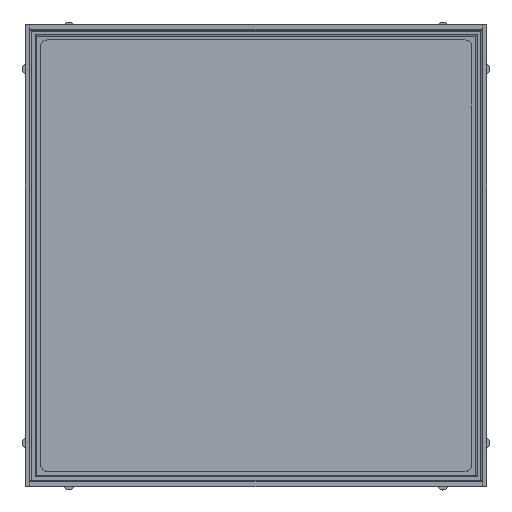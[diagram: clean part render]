
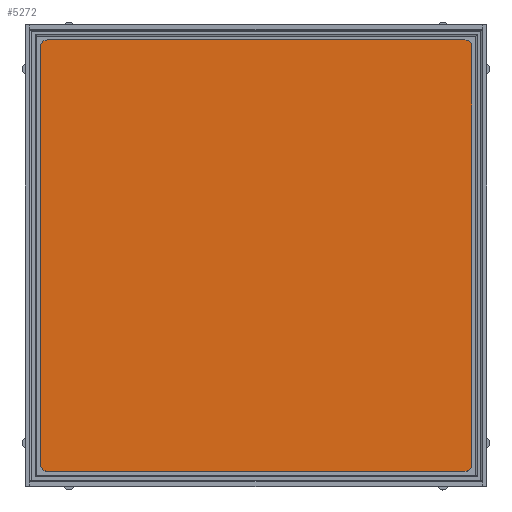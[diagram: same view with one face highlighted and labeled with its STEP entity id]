
A CAD part, top view. The second image highlights one B-rep face of the part: STEP entity #5272.
In plain terms, the highlighted planar face has unit normal (0, 0, 1).
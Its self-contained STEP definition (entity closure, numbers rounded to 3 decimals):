
#5106=CARTESIAN_POINT('',(90.,-90.,3.));
#5107=DIRECTION('',(0.,0.,1.));
#5108=DIRECTION('',(0.,-1.,0.));
#5109=AXIS2_PLACEMENT_3D('',#5106,#5107,#5108);
#5111=CARTESIAN_POINT('',(-90.,-90.,3.));
#5112=DIRECTION('',(0.,0.,1.));
#5113=DIRECTION('',(-1.,0.,0.));
#5114=AXIS2_PLACEMENT_3D('',#5111,#5112,#5113);
#5116=CARTESIAN_POINT('',(-90.,90.,3.));
#5117=DIRECTION('',(0.,0.,1.));
#5118=DIRECTION('',(0.,1.,0.));
#5119=AXIS2_PLACEMENT_3D('',#5116,#5117,#5118);
#5121=CARTESIAN_POINT('',(90.,90.,3.));
#5122=DIRECTION('',(0.,0.,1.));
#5123=DIRECTION('',(1.,0.,0.));
#5124=AXIS2_PLACEMENT_3D('',#5121,#5122,#5123);
#5126=DIRECTION('',(0.,-1.,0.));
#5127=VECTOR('',#5126,180.);
#5128=CARTESIAN_POINT('',(93.,90.,3.));
#5129=LINE('',#5128,#5127);
#5166=DIRECTION('',(1.,0.,0.));
#5167=VECTOR('',#5166,180.);
#5168=CARTESIAN_POINT('',(-90.,93.,3.));
#5169=LINE('',#5168,#5167);
#5178=DIRECTION('',(0.,1.,0.));
#5179=VECTOR('',#5178,180.);
#5180=CARTESIAN_POINT('',(-93.,-90.,3.));
#5181=LINE('',#5180,#5179);
#5190=DIRECTION('',(-1.,0.,0.));
#5191=VECTOR('',#5190,180.);
#5192=CARTESIAN_POINT('',(90.,-93.,3.));
#5193=LINE('',#5192,#5191);
#5202=CARTESIAN_POINT('',(-90.,93.,3.));
#5204=VERTEX_POINT('',#5202);
#5208=CARTESIAN_POINT('',(93.,90.,3.));
#5209=CARTESIAN_POINT('',(93.,-90.,3.));
#5210=VERTEX_POINT('',#5208);
#5211=VERTEX_POINT('',#5209);
#5220=CARTESIAN_POINT('',(90.,-93.,3.));
#5221=CARTESIAN_POINT('',(-90.,-93.,3.));
#5222=VERTEX_POINT('',#5220);
#5223=VERTEX_POINT('',#5221);
#5224=CARTESIAN_POINT('',(-93.,90.,3.));
#5225=VERTEX_POINT('',#5224);
#5226=CARTESIAN_POINT('',(-93.,-90.,3.));
#5227=VERTEX_POINT('',#5226);
#5232=CARTESIAN_POINT('',(90.,93.,3.));
#5233=VERTEX_POINT('',#5232);
#5250=CARTESIAN_POINT('',(-93.,-93.,3.));
#5251=DIRECTION('',(0.,0.,1.));
#5252=DIRECTION('',(1.,0.,0.));
#5253=AXIS2_PLACEMENT_3D('',#5250,#5251,#5252);
#5254=PLANE('',#5253);
#5256=ORIENTED_EDGE('',*,*,#5255,.T.);
#5258=ORIENTED_EDGE('',*,*,#5257,.F.);
#5260=ORIENTED_EDGE('',*,*,#5259,.T.);
#5262=ORIENTED_EDGE('',*,*,#5261,.F.);
#5264=ORIENTED_EDGE('',*,*,#5263,.T.);
#5265=ORIENTED_EDGE('',*,*,#5239,.F.);
#5267=ORIENTED_EDGE('',*,*,#5266,.T.);
#5269=ORIENTED_EDGE('',*,*,#5268,.F.);
#5270=EDGE_LOOP('',(#5256,#5258,#5260,#5262,#5264,#5265,#5267,#5269));
#5271=FACE_OUTER_BOUND('',#5270,.F.);
#5272=ADVANCED_FACE('',(#5271),#5254,.T.);
#5110=CIRCLE('',#5109,3.);
#5115=CIRCLE('',#5114,3.);
#5120=CIRCLE('',#5119,3.);
#5125=CIRCLE('',#5124,3.);
#5239=EDGE_CURVE('',#5204,#5225,#5120,.T.);
#5255=EDGE_CURVE('',#5210,#5211,#5129,.T.);
#5257=EDGE_CURVE('',#5222,#5211,#5110,.T.);
#5259=EDGE_CURVE('',#5222,#5223,#5193,.T.);
#5261=EDGE_CURVE('',#5227,#5223,#5115,.T.);
#5263=EDGE_CURVE('',#5227,#5225,#5181,.T.);
#5266=EDGE_CURVE('',#5204,#5233,#5169,.T.);
#5268=EDGE_CURVE('',#5210,#5233,#5125,.T.);
